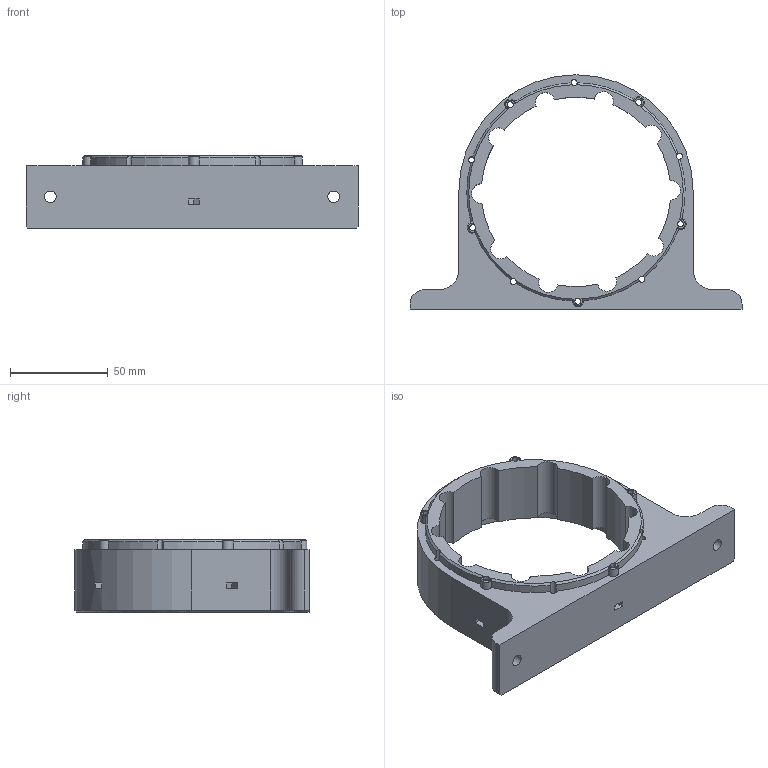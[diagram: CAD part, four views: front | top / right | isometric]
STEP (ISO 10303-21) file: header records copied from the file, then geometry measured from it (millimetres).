
FILE_DESCRIPTION(/* description */ (''),/* implementation_level */ '2;1');
FILE_NAME(/* name */ 'RingGearHolderMount.step',/* time_stamp */ '2025-05-04T16:41:14+02:00',/* author */ (''),/* organization */ (''),/* preprocessor_version */ 'ST-DEVELOPER v20.1',/* originating_system */ 'Autodesk Translation Framework v14.4.0.0',/* authorisation */ '');
FILE_SCHEMA (('AUTOMOTIVE_DESIGN { 1 0 10303 214 3 1 1 }'));
Length unit declared in the file: millimetre
Products named in the file (1): RingGearHolderMount
Bounding box: 170 x 120 x 37 mm (x, y, z)
Volume: 173098.3 mm3; surface area: 46809.5 mm2
Topology: 1 solids, 1 shells, 146 faces, 431 edges, 284 vertices
Faces by surface type: cylinder 74, plane 52, cone 20
Full cylindrical faces by diameter (mm): 3.1 x15, 5.75 x5, 6 x2
Entity records: 5160 total; most frequent: CARTESIAN_POINT 1022, DIRECTION 891, ORIENTED_EDGE 862, EDGE_CURVE 431, AXIS2_PLACEMENT_3D 346, VERTEX_POINT 284, LINE 199, VECTOR 199
